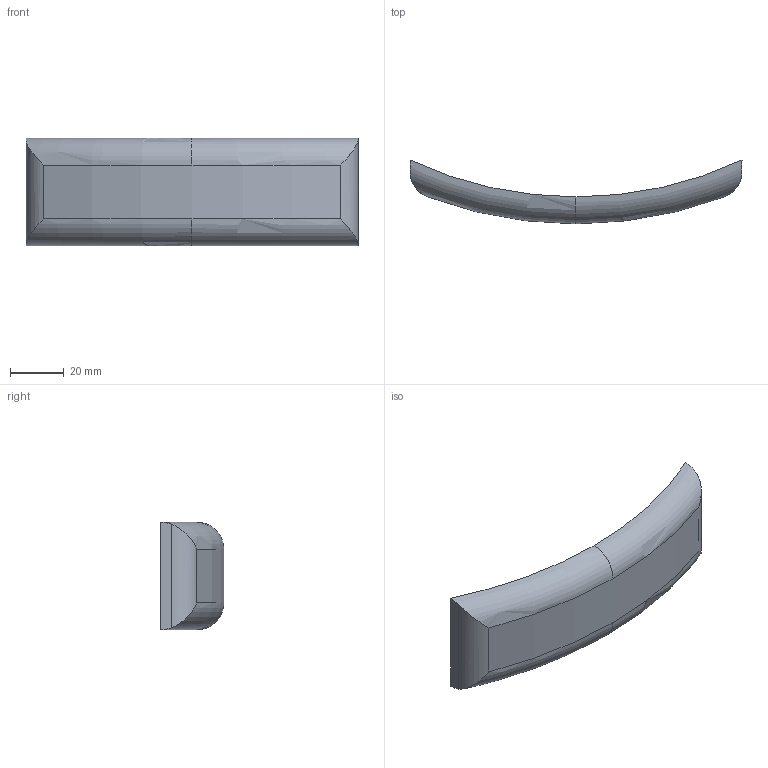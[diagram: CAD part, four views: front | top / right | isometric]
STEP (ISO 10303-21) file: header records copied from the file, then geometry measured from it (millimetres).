
FILE_DESCRIPTION (( 'STEP AP203' ), '1' );
FILE_NAME ('Main_Hull_Bottom_Strip_Default_sldprt.STEP', '2020-08-14T00:47:44', ( '' ), ( '' ), 'SwSTEP 2.0', 'SolidWorks 2017', '' );
FILE_SCHEMA (( 'CONFIG_CONTROL_DESIGN' ));
Length unit declared in the file: millimetre
Products named in the file (1): Main_Hull_Bottom_Strip_Default_sldprt
Bounding box: 123.4 x 23.68 x 40 mm (x, y, z)
Volume: 44926.6 mm3; surface area: 12301.1 mm2
Topology: 1 solids, 1 shells, 10 faces, 24 edges, 16 vertices
Faces by surface type: torus 4, cylinder 4, plane 2
Entity records: 455 total; most frequent: CARTESIAN_POINT 147, DIRECTION 48, ORIENTED_EDGE 48, EDGE_CURVE 24, AXIS2_PLACEMENT_3D 21, VERTEX_POINT 16, EDGE_LOOP 10, FACE_OUTER_BOUND 10
